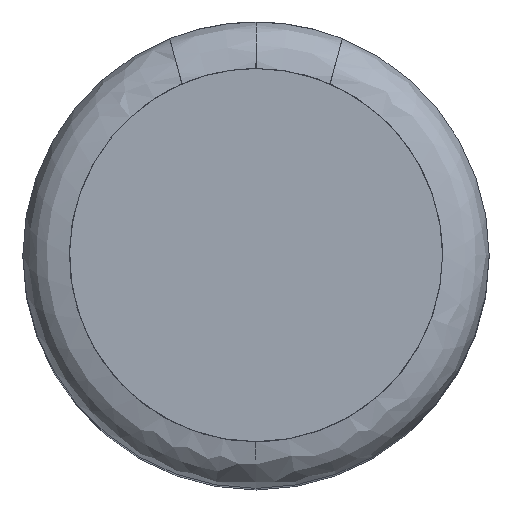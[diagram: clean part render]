
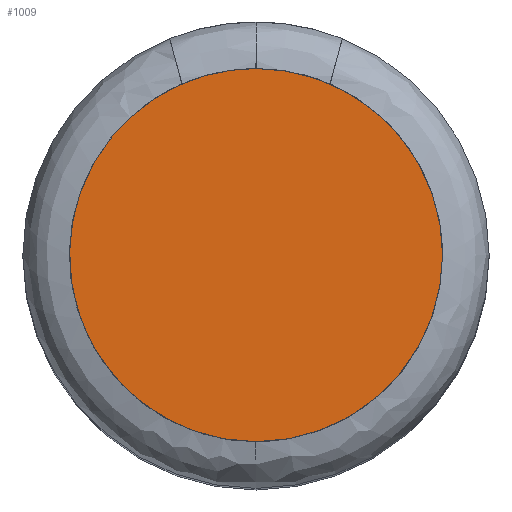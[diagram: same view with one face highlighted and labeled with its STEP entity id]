
A CAD part, top view. The second image highlights one B-rep face of the part: STEP entity #1009.
In plain terms, the highlighted planar face has unit normal (0, 0, 1).
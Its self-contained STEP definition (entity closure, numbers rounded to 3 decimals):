
#886 = EDGE_CURVE ( 'NONE', #913, #935, #4231, .T. ) ;
#888 = ORIENTED_EDGE ( 'NONE', *, *, #886, .F. ) ;
#908 = EDGE_CURVE ( 'NONE', #1056, #913, #4399, .T. ) ;
#913 = VERTEX_POINT ( 'NONE', #4392 ) ;
#915 = EDGE_LOOP ( 'NONE', ( #1010, #1011, #888 ) ) ;
#932 = EDGE_CURVE ( 'NONE', #935, #1056, #4482, .T. ) ;
#935 = VERTEX_POINT ( 'NONE', #4483 ) ;
#1009 = ADVANCED_FACE ( 'NONE', ( #4633 ), #4592, .T. ) ;
#1010 = ORIENTED_EDGE ( 'NONE', *, *, #908, .F. ) ;
#1011 = ORIENTED_EDGE ( 'NONE', *, *, #932, .F. ) ;
#1056 = VERTEX_POINT ( 'NONE', #4778 ) ;
#4231 =( BOUNDED_CURVE ( )  B_SPLINE_CURVE ( 3, ( #4238, #4237, #4236, #4235 ),
 .UNSPECIFIED., .F., .T. ) 
 B_SPLINE_CURVE_WITH_KNOTS ( ( 4, 4 ),
 ( 0., 1. ),
 .UNSPECIFIED. ) 
 CURVE ( )  GEOMETRIC_REPRESENTATION_ITEM ( )  RATIONAL_B_SPLINE_CURVE ( ( 1., 0.805, 0.805, 1. ) ) 
 REPRESENTATION_ITEM ( '' )  );
#4235 = CARTESIAN_POINT ( 'NONE',  ( -110.435, -77.9, 10.885 ) ) ;
#4236 = CARTESIAN_POINT ( 'NONE',  ( -109.264, -77.9, 10.885 ) ) ;
#4237 = CARTESIAN_POINT ( 'NONE',  ( -108.435, -77.072, 10.885 ) ) ;
#4238 = CARTESIAN_POINT ( 'NONE',  ( -108.435, -75.9, 10.885 ) ) ;
#4376 = CARTESIAN_POINT ( 'NONE',  ( -108.435, -75.9, 10.885 ) ) ;
#4377 = CARTESIAN_POINT ( 'NONE',  ( -108.435, -74.728, 10.885 ) ) ;
#4378 = CARTESIAN_POINT ( 'NONE',  ( -109.264, -73.9, 10.885 ) ) ;
#4379 = CARTESIAN_POINT ( 'NONE',  ( -110.435, -73.9, 10.885 ) ) ;
#4392 = CARTESIAN_POINT ( 'NONE',  ( -108.435, -75.9, 10.885 ) ) ;
#4399 =( BOUNDED_CURVE ( )  B_SPLINE_CURVE ( 3, ( #4379, #4378, #4377, #4376 ),
 .UNSPECIFIED., .F., .F. ) 
 B_SPLINE_CURVE_WITH_KNOTS ( ( 4, 4 ),
 ( 0., 1. ),
 .UNSPECIFIED. ) 
 CURVE ( )  GEOMETRIC_REPRESENTATION_ITEM ( )  RATIONAL_B_SPLINE_CURVE ( ( 1., 0.805, 0.805, 1. ) ) 
 REPRESENTATION_ITEM ( '' )  );
#4415 = CARTESIAN_POINT ( 'NONE',  ( -110.435, -77.9, 10.885 ) ) ;
#4482 =( BOUNDED_CURVE ( )  B_SPLINE_CURVE ( 3, ( #4415, #4518, #4517, #4516 ),
 .UNSPECIFIED., .F., .F. ) 
 B_SPLINE_CURVE_WITH_KNOTS ( ( 4, 4 ),
 ( 0., 1. ),
 .UNSPECIFIED. ) 
 CURVE ( )  GEOMETRIC_REPRESENTATION_ITEM ( )  RATIONAL_B_SPLINE_CURVE ( ( 1., 0.333, 0.333, 1. ) ) 
 REPRESENTATION_ITEM ( '' )  );
#4483 = CARTESIAN_POINT ( 'NONE',  ( -110.435, -77.9, 10.885 ) ) ;
#4516 = CARTESIAN_POINT ( 'NONE',  ( -110.435, -73.9, 10.885 ) ) ;
#4517 = CARTESIAN_POINT ( 'NONE',  ( -114.435, -73.9, 10.885 ) ) ;
#4518 = CARTESIAN_POINT ( 'NONE',  ( -114.435, -77.9, 10.885 ) ) ;
#4592 = PLANE ( 'NONE',  #4619 ) ;
#4603 = DIRECTION ( 'NONE',  ( 1., 0., 0. ) ) ;
#4604 = DIRECTION ( 'NONE',  ( 0., 0., 1. ) ) ;
#4605 = CARTESIAN_POINT ( 'NONE',  ( -109.435, -75.9, 10.885 ) ) ;
#4619 = AXIS2_PLACEMENT_3D ( 'NONE', #4605, #4604, #4603 ) ;
#4633 = FACE_OUTER_BOUND ( 'NONE', #915, .T. ) ;
#4778 = CARTESIAN_POINT ( 'NONE',  ( -110.435, -73.9, 10.885 ) ) ;
